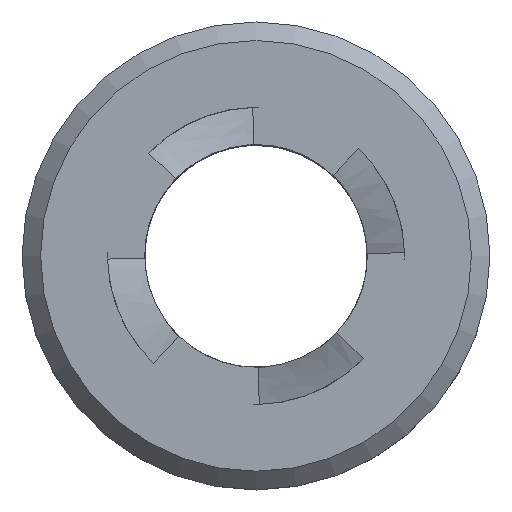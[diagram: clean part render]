
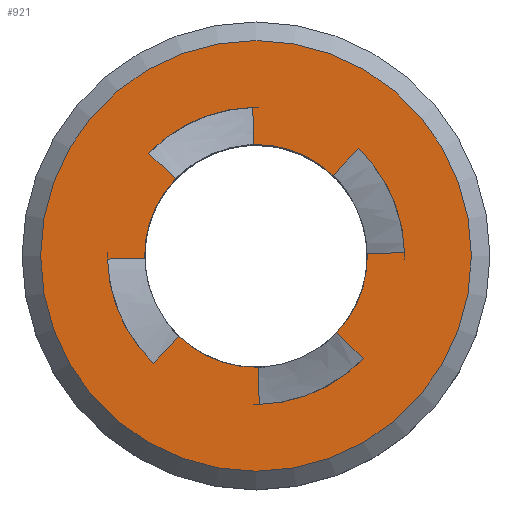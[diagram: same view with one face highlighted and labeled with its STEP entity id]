
A CAD part, top view. The second image highlights one B-rep face of the part: STEP entity #921.
In plain terms, the highlighted planar face has unit normal (0, 0, 1).
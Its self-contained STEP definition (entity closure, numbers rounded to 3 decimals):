
#25=FACE_BOUND('',#197,.T.);
#81=CIRCLE('',#956,3.);
#82=CIRCLE('',#959,4.);
#83=CIRCLE('',#963,3.);
#84=CIRCLE('',#966,4.);
#85=CIRCLE('',#969,3.);
#86=CIRCLE('',#972,4.);
#87=CIRCLE('',#975,3.);
#91=CIRCLE('',#985,5.8);
#92=CIRCLE('',#987,4.);
#141=FACE_OUTER_BOUND('',#196,.T.);
#196=EDGE_LOOP('',(#827));
#197=EDGE_LOOP('',(#828,#829,#830,#831,#832,#833,#834,#835,#836,#837,#838,
#839,#840,#841,#842,#843));
#299=LINE('',#1511,#351);
#304=LINE('',#1657,#356);
#305=LINE('',#1773,#357);
#306=LINE('',#1896,#358);
#307=LINE('',#1981,#359);
#308=LINE('',#2101,#360);
#309=LINE('',#2172,#361);
#310=LINE('',#2330,#362);
#351=VECTOR('',#1064,10.);
#356=VECTOR('',#1099,10.);
#357=VECTOR('',#1106,10.);
#358=VECTOR('',#1113,10.);
#359=VECTOR('',#1116,10.);
#360=VECTOR('',#1129,10.);
#361=VECTOR('',#1130,10.);
#362=VECTOR('',#1145,10.);
#427=VERTEX_POINT('',#1481);
#428=VERTEX_POINT('',#1510);
#438=VERTEX_POINT('',#1582);
#439=VERTEX_POINT('',#1645);
#440=VERTEX_POINT('',#1684);
#441=VERTEX_POINT('',#1747);
#442=VERTEX_POINT('',#1807);
#443=VERTEX_POINT('',#1884);
#444=VERTEX_POINT('',#1951);
#445=VERTEX_POINT('',#1980);
#446=VERTEX_POINT('',#1995);
#447=VERTEX_POINT('',#2019);
#448=VERTEX_POINT('',#2089);
#449=VERTEX_POINT('',#2171);
#450=VERTEX_POINT('',#2230);
#451=VERTEX_POINT('',#2250);
#455=VERTEX_POINT('',#2341);
#525=EDGE_CURVE('',#428,#427,#299,.T.);
#543=EDGE_CURVE('',#427,#438,#81,.T.);
#546=EDGE_CURVE('',#438,#439,#304,.T.);
#549=EDGE_CURVE('',#439,#440,#82,.T.);
#552=EDGE_CURVE('',#440,#441,#305,.T.);
#556=EDGE_CURVE('',#441,#442,#83,.T.);
#559=EDGE_CURVE('',#442,#443,#306,.T.);
#562=EDGE_CURVE('',#445,#444,#307,.T.);
#564=EDGE_CURVE('',#446,#428,#84,.T.);
#569=EDGE_CURVE('',#444,#447,#85,.T.);
#573=EDGE_CURVE('',#447,#448,#308,.T.);
#575=EDGE_CURVE('',#449,#446,#309,.T.);
#580=EDGE_CURVE('',#448,#450,#86,.T.);
#582=EDGE_CURVE('',#451,#449,#87,.T.);
#585=EDGE_CURVE('',#450,#451,#310,.T.);
#589=EDGE_CURVE('',#455,#455,#91,.T.);
#590=EDGE_CURVE('',#443,#445,#92,.T.);
#827=ORIENTED_EDGE('',*,*,#589,.F.);
#828=ORIENTED_EDGE('',*,*,#575,.T.);
#829=ORIENTED_EDGE('',*,*,#564,.T.);
#830=ORIENTED_EDGE('',*,*,#525,.T.);
#831=ORIENTED_EDGE('',*,*,#543,.T.);
#832=ORIENTED_EDGE('',*,*,#546,.T.);
#833=ORIENTED_EDGE('',*,*,#549,.T.);
#834=ORIENTED_EDGE('',*,*,#552,.T.);
#835=ORIENTED_EDGE('',*,*,#556,.T.);
#836=ORIENTED_EDGE('',*,*,#559,.T.);
#837=ORIENTED_EDGE('',*,*,#590,.T.);
#838=ORIENTED_EDGE('',*,*,#562,.T.);
#839=ORIENTED_EDGE('',*,*,#569,.T.);
#840=ORIENTED_EDGE('',*,*,#573,.T.);
#841=ORIENTED_EDGE('',*,*,#580,.T.);
#842=ORIENTED_EDGE('',*,*,#585,.T.);
#843=ORIENTED_EDGE('',*,*,#582,.T.);
#876=PLANE('',#986);
#921=ADVANCED_FACE('',(#141,#25),#876,.T.);
#956=AXIS2_PLACEMENT_3D('',#1594,#1095,#1096);
#959=AXIS2_PLACEMENT_3D('',#1696,#1102,#1103);
#963=AXIS2_PLACEMENT_3D('',#1819,#1111,#1112);
#966=AXIS2_PLACEMENT_3D('',#1996,#1119,#1120);
#969=AXIS2_PLACEMENT_3D('',#2031,#1125,#1126);
#972=AXIS2_PLACEMENT_3D('',#2242,#1133,#1134);
#975=AXIS2_PLACEMENT_3D('',#2251,#1139,#1140);
#985=AXIS2_PLACEMENT_3D('',#2342,#1160,#1161);
#986=AXIS2_PLACEMENT_3D('',#2343,#1162,#1163);
#987=AXIS2_PLACEMENT_3D('',#2344,#1164,#1165);
#1064=DIRECTION('',(-1.,-0.021,0.));
#1095=DIRECTION('center_axis',(0.,0.,-1.));
#1096=DIRECTION('ref_axis',(-1.,0.,0.));
#1099=DIRECTION('',(0.722,-0.692,0.));
#1102=DIRECTION('center_axis',(0.,0.,-1.));
#1103=DIRECTION('ref_axis',(-1.,0.,0.));
#1106=DIRECTION('',(-0.021,1.,0.));
#1111=DIRECTION('center_axis',(0.,0.,-1.));
#1112=DIRECTION('ref_axis',(-1.,0.,0.));
#1113=DIRECTION('',(-0.692,-0.722,0.));
#1116=DIRECTION('',(1.,0.021,0.));
#1119=DIRECTION('center_axis',(0.,0.,-1.));
#1120=DIRECTION('ref_axis',(0.,-1.,0.));
#1125=DIRECTION('center_axis',(0.,0.,-1.));
#1126=DIRECTION('ref_axis',(-1.,0.,0.));
#1129=DIRECTION('',(-0.722,0.692,0.));
#1130=DIRECTION('',(0.692,0.722,0.));
#1133=DIRECTION('center_axis',(0.,0.,-1.));
#1134=DIRECTION('ref_axis',(1.,0.,0.));
#1139=DIRECTION('center_axis',(0.,0.,-1.));
#1140=DIRECTION('ref_axis',(-1.,0.,0.));
#1145=DIRECTION('',(0.021,-1.,0.));
#1160=DIRECTION('center_axis',(0.,0.,-1.));
#1161=DIRECTION('ref_axis',(-1.,0.,0.));
#1162=DIRECTION('center_axis',(0.,0.,1.));
#1163=DIRECTION('ref_axis',(1.,0.,0.));
#1164=DIRECTION('center_axis',(0.,0.,-1.));
#1165=DIRECTION('ref_axis',(0.,1.,0.));
#1481=CARTESIAN_POINT('',(2.999,0.064,5.5));
#1510=CARTESIAN_POINT('',(3.999,0.086,5.5));
#1511=CARTESIAN_POINT('',(3.999,0.086,5.5));
#1582=CARTESIAN_POINT('',(2.166,-2.075,5.5));
#1594=CARTESIAN_POINT('Origin',(0.,0.,5.5));
#1645=CARTESIAN_POINT('',(2.888,-2.767,5.5));
#1657=CARTESIAN_POINT('',(2.166,-2.075,5.5));
#1684=CARTESIAN_POINT('',(0.086,-3.999,5.5));
#1696=CARTESIAN_POINT('Origin',(0.,0.,5.5));
#1747=CARTESIAN_POINT('',(0.064,-2.999,5.5));
#1773=CARTESIAN_POINT('',(0.086,-3.999,5.5));
#1807=CARTESIAN_POINT('',(-2.075,-2.166,5.5));
#1819=CARTESIAN_POINT('Origin',(0.,0.,5.5));
#1884=CARTESIAN_POINT('',(-2.767,-2.888,5.5));
#1896=CARTESIAN_POINT('',(-2.075,-2.166,5.5));
#1951=CARTESIAN_POINT('',(-2.999,-0.064,5.5));
#1980=CARTESIAN_POINT('',(-3.999,-0.086,5.5));
#1981=CARTESIAN_POINT('',(-3.999,-0.086,5.5));
#1995=CARTESIAN_POINT('',(2.767,2.888,5.5));
#1996=CARTESIAN_POINT('Origin',(0.,0.,5.5));
#2019=CARTESIAN_POINT('',(-2.166,2.075,5.5));
#2031=CARTESIAN_POINT('Origin',(0.,0.,5.5));
#2089=CARTESIAN_POINT('',(-2.888,2.767,5.5));
#2101=CARTESIAN_POINT('',(-2.166,2.075,5.5));
#2171=CARTESIAN_POINT('',(2.075,2.166,5.5));
#2172=CARTESIAN_POINT('',(2.075,2.166,5.5));
#2230=CARTESIAN_POINT('',(-0.086,3.999,5.5));
#2242=CARTESIAN_POINT('Origin',(0.,0.,5.5));
#2250=CARTESIAN_POINT('',(-0.064,2.999,5.5));
#2251=CARTESIAN_POINT('Origin',(0.,0.,5.5));
#2330=CARTESIAN_POINT('',(-0.086,3.999,5.5));
#2341=CARTESIAN_POINT('',(5.8,0.,5.5));
#2342=CARTESIAN_POINT('Origin',(0.,0.,5.5));
#2343=CARTESIAN_POINT('Origin',(0.,0.,5.5));
#2344=CARTESIAN_POINT('Origin',(0.,0.,5.5));
